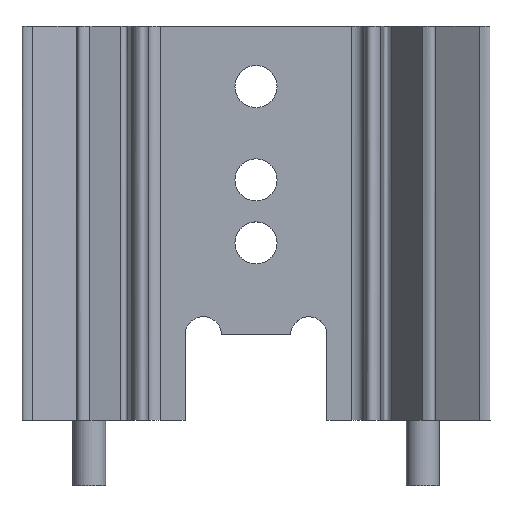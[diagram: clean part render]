
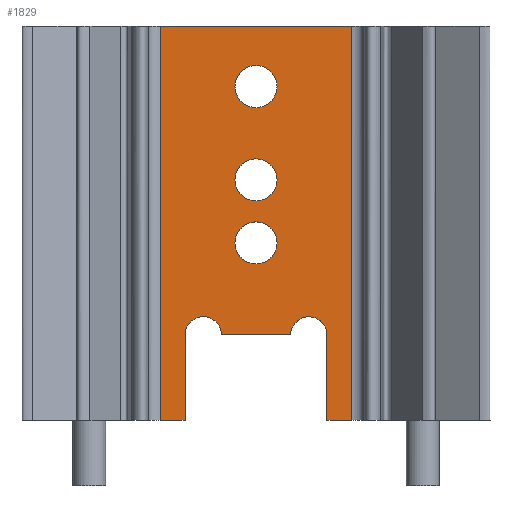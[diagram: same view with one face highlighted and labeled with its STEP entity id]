
A CAD part, top view. The second image highlights one B-rep face of the part: STEP entity #1829.
In plain terms, the highlighted planar face has unit normal (0, 0, 1).
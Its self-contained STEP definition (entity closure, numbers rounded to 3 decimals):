
#14=FACE_BOUND('',#199,.T.);
#15=FACE_BOUND('',#200,.T.);
#16=FACE_BOUND('',#201,.T.);
#101=FACE_OUTER_BOUND('',#198,.T.);
#198=EDGE_LOOP('',(#1364,#1365,#1366,#1367,#1368,#1369,#1370,#1371,#1372,
#1373));
#199=EDGE_LOOP('',(#1374));
#200=EDGE_LOOP('',(#1375));
#201=EDGE_LOOP('',(#1376));
#302=LINE('',#2564,#473);
#339=LINE('',#2810,#510);
#340=LINE('',#2817,#511);
#341=LINE('',#2819,#512);
#342=LINE('',#2823,#513);
#343=LINE('',#2826,#514);
#344=LINE('',#2828,#515);
#345=LINE('',#2829,#516);
#473=VECTOR('',#2106,1000.);
#510=VECTOR('',#2159,1000.);
#511=VECTOR('',#2162,1000.);
#512=VECTOR('',#2163,1000.);
#513=VECTOR('',#2166,1000.);
#514=VECTOR('',#2169,1000.);
#515=VECTOR('',#2170,1000.);
#516=VECTOR('',#2171,10.);
#615=CIRCLE('',#1921,1.6);
#617=CIRCLE('',#1924,1.6);
#619=CIRCLE('',#1927,1.6);
#629=CIRCLE('',#1951,1.386);
#630=CIRCLE('',#1952,1.38);
#731=VERTEX_POINT('',#2410);
#733=VERTEX_POINT('',#2416);
#735=VERTEX_POINT('',#2422);
#750=VERTEX_POINT('',#2463);
#782=VERTEX_POINT('',#2560);
#819=VERTEX_POINT('',#2805);
#820=VERTEX_POINT('',#2809);
#821=VERTEX_POINT('',#2816);
#822=VERTEX_POINT('',#2818);
#823=VERTEX_POINT('',#2820);
#824=VERTEX_POINT('',#2822);
#825=VERTEX_POINT('',#2824);
#826=VERTEX_POINT('',#2827);
#919=EDGE_CURVE('',#731,#731,#615,.T.);
#922=EDGE_CURVE('',#733,#733,#617,.T.);
#925=EDGE_CURVE('',#735,#735,#619,.T.);
#980=EDGE_CURVE('',#750,#782,#302,.T.);
#1038=EDGE_CURVE('',#820,#819,#339,.T.);
#1040=EDGE_CURVE('',#819,#821,#340,.T.);
#1041=EDGE_CURVE('',#821,#822,#341,.T.);
#1042=EDGE_CURVE('',#822,#823,#629,.T.);
#1043=EDGE_CURVE('',#824,#823,#342,.T.);
#1044=EDGE_CURVE('',#824,#825,#630,.T.);
#1045=EDGE_CURVE('',#750,#825,#343,.T.);
#1046=EDGE_CURVE('',#826,#782,#344,.T.);
#1047=EDGE_CURVE('',#820,#826,#345,.F.);
#1364=ORIENTED_EDGE('',*,*,#1040,.T.);
#1365=ORIENTED_EDGE('',*,*,#1041,.T.);
#1366=ORIENTED_EDGE('',*,*,#1042,.T.);
#1367=ORIENTED_EDGE('',*,*,#1043,.F.);
#1368=ORIENTED_EDGE('',*,*,#1044,.T.);
#1369=ORIENTED_EDGE('',*,*,#1045,.F.);
#1370=ORIENTED_EDGE('',*,*,#980,.T.);
#1371=ORIENTED_EDGE('',*,*,#1046,.F.);
#1372=ORIENTED_EDGE('',*,*,#1047,.F.);
#1373=ORIENTED_EDGE('',*,*,#1038,.T.);
#1374=ORIENTED_EDGE('',*,*,#919,.T.);
#1375=ORIENTED_EDGE('',*,*,#922,.T.);
#1376=ORIENTED_EDGE('',*,*,#925,.T.);
#1743=PLANE('',#1950);
#1829=ADVANCED_FACE('',(#101,#14,#15,#16),#1743,.F.);
#1921=AXIS2_PLACEMENT_3D('',#2411,#2033,#2034);
#1924=AXIS2_PLACEMENT_3D('',#2417,#2040,#2041);
#1927=AXIS2_PLACEMENT_3D('',#2423,#2047,#2048);
#1950=AXIS2_PLACEMENT_3D('',#2815,#2160,#2161);
#1951=AXIS2_PLACEMENT_3D('',#2821,#2164,#2165);
#1952=AXIS2_PLACEMENT_3D('',#2825,#2167,#2168);
#2033=DIRECTION('center_axis',(0.,0.,-1.));
#2034=DIRECTION('ref_axis',(-1.,0.,0.));
#2040=DIRECTION('center_axis',(0.,0.,-1.));
#2041=DIRECTION('ref_axis',(-1.,0.,0.));
#2047=DIRECTION('center_axis',(0.,0.,-1.));
#2048=DIRECTION('ref_axis',(-1.,0.,0.));
#2106=DIRECTION('',(1.,0.,0.));
#2159=DIRECTION('',(0.,-1.,0.));
#2160=DIRECTION('center_axis',(0.,0.,-1.));
#2161=DIRECTION('ref_axis',(-1.,0.,0.));
#2162=DIRECTION('',(1.,0.,0.));
#2163=DIRECTION('',(0.,1.,0.));
#2164=DIRECTION('center_axis',(0.,0.,-1.));
#2165=DIRECTION('ref_axis',(-1.,0.,0.));
#2166=DIRECTION('',(-1.,0.,0.));
#2167=DIRECTION('center_axis',(0.,0.,-1.));
#2168=DIRECTION('ref_axis',(-1.,0.,0.));
#2169=DIRECTION('',(0.,1.,0.));
#2170=DIRECTION('',(0.,-1.,0.));
#2171=DIRECTION('',(-1.,0.,0.));
#2410=CARTESIAN_POINT('',(21.979,25.4,-14.247));
#2411=CARTESIAN_POINT('Origin',(20.379,25.4,-14.247));
#2416=CARTESIAN_POINT('',(21.979,18.3,-14.247));
#2417=CARTESIAN_POINT('Origin',(20.379,18.3,-14.247));
#2422=CARTESIAN_POINT('',(21.979,13.5,-14.247));
#2423=CARTESIAN_POINT('Origin',(20.379,13.5,-14.247));
#2463=CARTESIAN_POINT('',(25.779,0.,-14.247));
#2560=CARTESIAN_POINT('',(27.651,0.,-14.247));
#2564=CARTESIAN_POINT('',(0.,0.,-14.247));
#2805=CARTESIAN_POINT('',(13.108,0.,-14.247));
#2809=CARTESIAN_POINT('',(13.108,30.,-14.247));
#2810=CARTESIAN_POINT('',(13.108,38.1,-14.247));
#2815=CARTESIAN_POINT('Origin',(0.,38.1,-14.247));
#2816=CARTESIAN_POINT('',(14.979,0.,-14.247));
#2817=CARTESIAN_POINT('',(0.,0.,-14.247));
#2818=CARTESIAN_POINT('',(14.979,6.5,-14.247));
#2819=CARTESIAN_POINT('',(14.979,38.1,-14.247));
#2820=CARTESIAN_POINT('',(17.752,6.5,-14.247));
#2821=CARTESIAN_POINT('Origin',(16.365,6.5,-14.247));
#2822=CARTESIAN_POINT('',(23.019,6.5,-14.247));
#2823=CARTESIAN_POINT('',(0.,6.5,-14.247));
#2824=CARTESIAN_POINT('',(25.779,6.5,-14.247));
#2825=CARTESIAN_POINT('Origin',(24.399,6.5,-14.247));
#2826=CARTESIAN_POINT('',(25.779,38.1,-14.247));
#2827=CARTESIAN_POINT('',(27.651,30.,-14.247));
#2828=CARTESIAN_POINT('',(27.651,38.1,-14.247));
#2829=CARTESIAN_POINT('',(0.,30.,-14.247));
